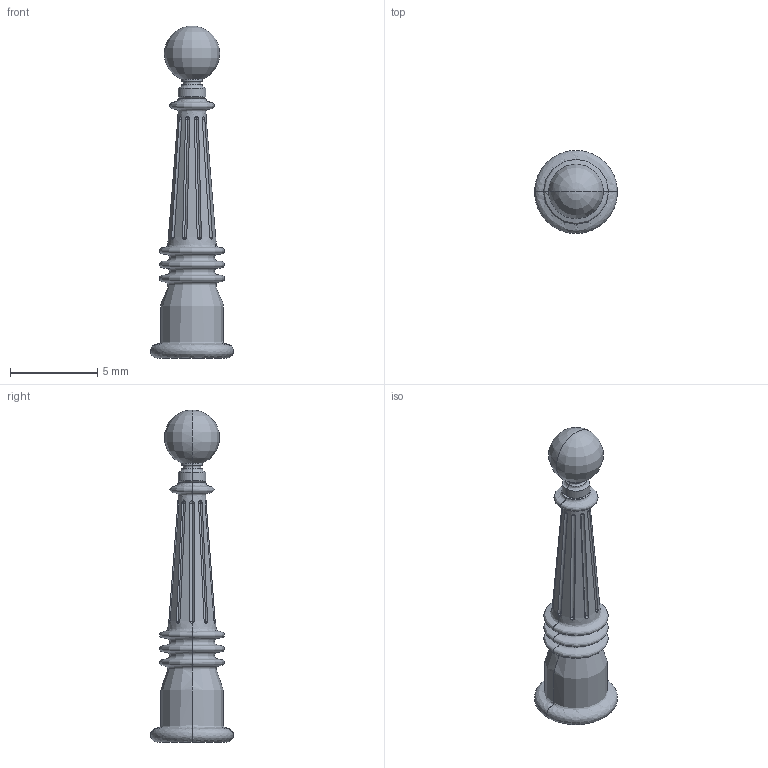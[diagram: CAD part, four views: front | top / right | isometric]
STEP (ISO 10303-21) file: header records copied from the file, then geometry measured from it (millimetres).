
FILE_DESCRIPTION(/* description */ (''),/* implementation_level */ '2;1');
FILE_NAME(/* name */ 'scale decorative bollard',/* time_stamp */ '2024-11-28T15:07:52-05:00',/* author */ (''),/* organization */ (''),/* preprocessor_version */ 'ST-DEVELOPER v19.2',/* originating_system */ 'Rhino 8.13',/* authorisation */ '');
FILE_SCHEMA (('CONFIG_CONTROL_DESIGN'));
Length unit declared in the file: inch
Products named in the file (1): Document
Bounding box: 4.76 x 4.76 x 19.05 mm (x, y, z)
Volume: 102 mm3; surface area: 222.7 mm2
Topology: 1 solids, 1 shells, 62 faces, 171 edges, 87 vertices
Faces by surface type: bspline 40, cylinder 19, plane 3
Entity records: 4039 total; most frequent: CARTESIAN_POINT 2803, ORIENTED_EDGE 278, DIRECTION 150, EDGE_CURVE 139, VERTEX_POINT 87, AXIS2_PLACEMENT_3D 86, EDGE_LOOP 70, ADVANCED_FACE 62
